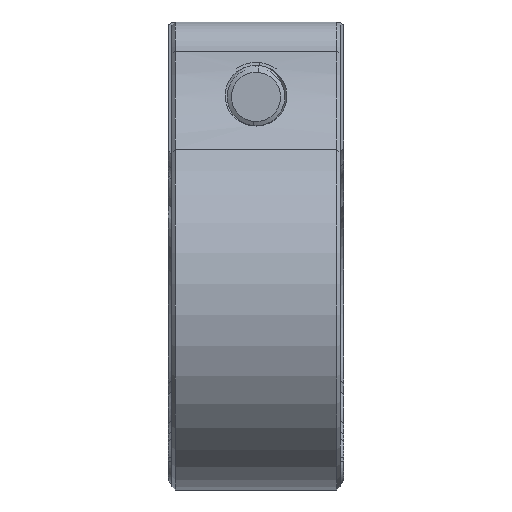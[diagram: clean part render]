
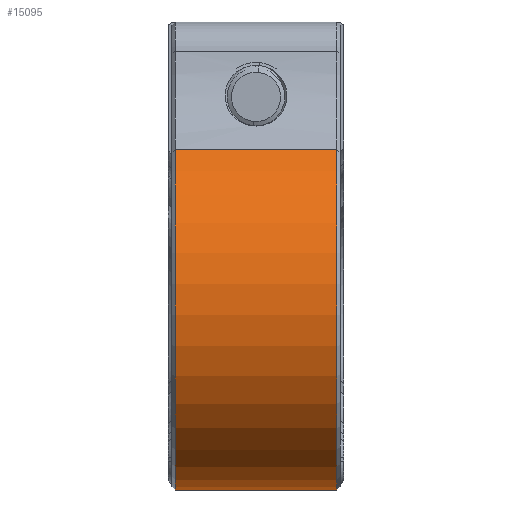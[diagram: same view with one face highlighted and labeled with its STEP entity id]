
A CAD part, left-side view. The second image highlights one B-rep face of the part: STEP entity #15095.
In plain terms, the highlighted cylindrical face has radius 16.5 mm (diameter 33 mm), a partial arc.
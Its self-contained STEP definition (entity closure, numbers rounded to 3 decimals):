
#100 = VERTEX_POINT ( 'NONE', #15054 ) ;
#211 = FACE_OUTER_BOUND ( 'NONE', #15288, .T. ) ;
#282 = DIRECTION ( 'NONE',  ( 0., -1., 0. ) ) ;
#579 = ORIENTED_EDGE ( 'NONE', *, *, #12776, .F. ) ;
#906 = VECTOR ( 'NONE', #1547, 1000. ) ;
#1547 = DIRECTION ( 'NONE',  ( 0., -1., 0. ) ) ;
#1550 = CYLINDRICAL_SURFACE ( 'NONE', #8857, 16.5 ) ;
#1799 = CARTESIAN_POINT ( 'NONE',  ( -23.808, 14.263, -3.8 ) ) ;
#2561 = CARTESIAN_POINT ( 'NONE',  ( -23.808, 14.263, -20.3 ) ) ;
#2717 = DIRECTION ( 'NONE',  ( 0., -1., 0. ) ) ;
#2845 = DIRECTION ( 'NONE',  ( 0., 0., -1. ) ) ;
#3239 = CIRCLE ( 'NONE', #12550, 16.5 ) ;
#3584 = LINE ( 'NONE', #9909, #14995 ) ;
#4892 = CIRCLE ( 'NONE', #5165, 16.5 ) ;
#5165 = AXIS2_PLACEMENT_3D ( 'NONE', #15594, #282, #13015 ) ;
#5487 = CARTESIAN_POINT ( 'NONE',  ( -23.808, -0.337, -3.8 ) ) ;
#6851 = DIRECTION ( 'NONE',  ( 0., 0., -1. ) ) ;
#7345 = VERTEX_POINT ( 'NONE', #15901 ) ;
#7398 = DIRECTION ( 'NONE',  ( 0., -1., 0. ) ) ;
#7856 = LINE ( 'NONE', #2561, #906 ) ;
#7989 = DIRECTION ( 'NONE',  ( 0., 1., 0. ) ) ;
#8773 = ORIENTED_EDGE ( 'NONE', *, *, #13462, .T. ) ;
#8857 = AXIS2_PLACEMENT_3D ( 'NONE', #1799, #2717, #6851 ) ;
#8984 = EDGE_CURVE ( 'NONE', #14909, #15140, #7856, .T. ) ;
#9001 = EDGE_CURVE ( 'NONE', #7345, #14909, #4892, .T. ) ;
#9909 = CARTESIAN_POINT ( 'NONE',  ( -33.899, 14.263, 9.254 ) ) ;
#12363 = CARTESIAN_POINT ( 'NONE',  ( -23.808, -0.337, -20.3 ) ) ;
#12550 = AXIS2_PLACEMENT_3D ( 'NONE', #5487, #7989, #2845 ) ;
#12776 = EDGE_CURVE ( 'NONE', #7345, #100, #3584, .T. ) ;
#13015 = DIRECTION ( 'NONE',  ( 0., 0., 1. ) ) ;
#13462 = EDGE_CURVE ( 'NONE', #15140, #100, #3239, .T. ) ;
#14420 = ORIENTED_EDGE ( 'NONE', *, *, #8984, .T. ) ;
#14476 = CARTESIAN_POINT ( 'NONE',  ( -23.808, 13.663, -20.3 ) ) ;
#14909 = VERTEX_POINT ( 'NONE', #14476 ) ;
#14922 = ORIENTED_EDGE ( 'NONE', *, *, #9001, .T. ) ;
#14995 = VECTOR ( 'NONE', #7398, 1000. ) ;
#15054 = CARTESIAN_POINT ( 'NONE',  ( -33.899, -0.337, 9.254 ) ) ;
#15095 = ADVANCED_FACE ( 'NONE', ( #211 ), #1550, .T. ) ;
#15140 = VERTEX_POINT ( 'NONE', #12363 ) ;
#15288 = EDGE_LOOP ( 'NONE', ( #14420, #8773, #579, #14922 ) ) ;
#15594 = CARTESIAN_POINT ( 'NONE',  ( -23.808, 13.663, -3.8 ) ) ;
#15901 = CARTESIAN_POINT ( 'NONE',  ( -33.899, 13.663, 9.254 ) ) ;
